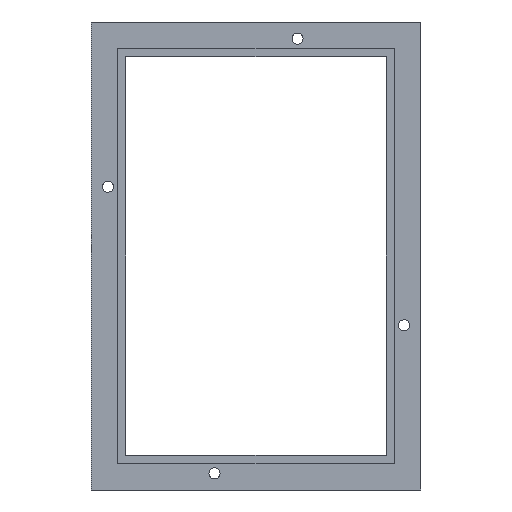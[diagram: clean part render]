
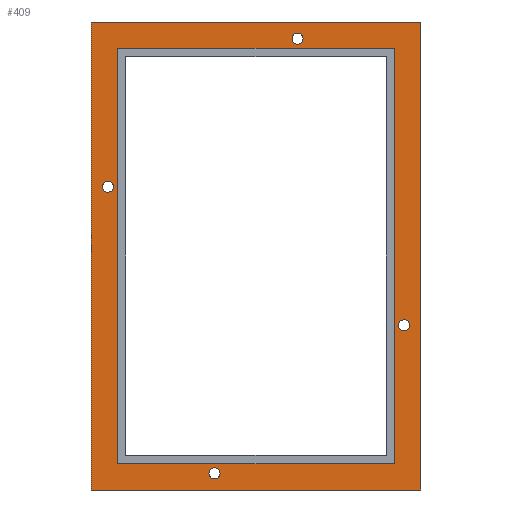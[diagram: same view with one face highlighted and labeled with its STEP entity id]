
A CAD part, left-side view. The second image highlights one B-rep face of the part: STEP entity #409.
In plain terms, the highlighted planar face has unit normal (-1, 0, 0).
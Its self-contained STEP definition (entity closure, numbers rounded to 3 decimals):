
#19 = EDGE_CURVE ( 'NONE', #213, #478, #143, .T. ) ;
#20 = DIRECTION ( 'NONE',  ( 0., 0., -1. ) ) ;
#21 = ORIENTED_EDGE ( 'NONE', *, *, #96, .F. ) ;
#23 = EDGE_LOOP ( 'NONE', ( #711, #287, #357, #21 ) ) ;
#44 = CIRCLE ( 'NONE', #1045, 2. ) ;
#46 = CARTESIAN_POINT ( 'NONE',  ( 7., -59.5, -84.5 ) ) ;
#56 = DIRECTION ( 'NONE',  ( 1., 0., 0. ) ) ;
#73 = LINE ( 'NONE', #671, #568 ) ;
#81 = CIRCLE ( 'NONE', #369, 2. ) ;
#86 = CARTESIAN_POINT ( 'NONE',  ( 7., 59.5, 84.5 ) ) ;
#96 = EDGE_CURVE ( 'NONE', #1020, #213, #824, .T. ) ;
#113 = EDGE_LOOP ( 'NONE', ( #1065, #360 ) ) ;
#115 = VERTEX_POINT ( 'NONE', #308 ) ;
#119 = LINE ( 'NONE', #46, #956 ) ;
#131 = EDGE_CURVE ( 'NONE', #651, #633, #204, .T. ) ;
#143 = LINE ( 'NONE', #465, #881 ) ;
#146 = DIRECTION ( 'NONE',  ( 0., 0., -1. ) ) ;
#148 = ORIENTED_EDGE ( 'NONE', *, *, #694, .T. ) ;
#162 = CARTESIAN_POINT ( 'NONE',  ( 7., 59.5, -84.5 ) ) ;
#171 = CIRCLE ( 'NONE', #191, 2. ) ;
#183 = VERTEX_POINT ( 'NONE', #342 ) ;
#191 = AXIS2_PLACEMENT_3D ( 'NONE', #602, #56, #1101 ) ;
#204 = CIRCLE ( 'NONE', #332, 2. ) ;
#207 = VECTOR ( 'NONE', #294, 1000. ) ;
#213 = VERTEX_POINT ( 'NONE', #86 ) ;
#219 = CARTESIAN_POINT ( 'NONE',  ( 7., -59.5, 84.5 ) ) ;
#227 = CARTESIAN_POINT ( 'NONE',  ( 7., 0., 0. ) ) ;
#239 = DIRECTION ( 'NONE',  ( 1., 0., 0. ) ) ;
#250 = DIRECTION ( 'NONE',  ( 0., 0., -1. ) ) ;
#254 = LINE ( 'NONE', #682, #496 ) ;
#255 = DIRECTION ( 'NONE',  ( 1., 0., 0. ) ) ;
#261 = FACE_BOUND ( 'NONE', #925, .T. ) ;
#286 = VERTEX_POINT ( 'NONE', #709 ) ;
#287 = ORIENTED_EDGE ( 'NONE', *, *, #402, .F. ) ;
#294 = DIRECTION ( 'NONE',  ( 0., -1., 0. ) ) ;
#296 = VECTOR ( 'NONE', #829, 1000. ) ;
#297 = VECTOR ( 'NONE', #497, 1000. ) ;
#300 = EDGE_CURVE ( 'NONE', #633, #651, #1059, .T. ) ;
#301 = CARTESIAN_POINT ( 'NONE',  ( 7., 15., -76.5 ) ) ;
#308 = CARTESIAN_POINT ( 'NONE',  ( 7., 50., 75. ) ) ;
#311 = CARTESIAN_POINT ( 'NONE',  ( 7., -50., -75. ) ) ;
#316 = AXIS2_PLACEMENT_3D ( 'NONE', #227, #463, #718 ) ;
#322 = DIRECTION ( 'NONE',  ( 0., 0., 1. ) ) ;
#329 = DIRECTION ( 'NONE',  ( 1., 0., 0. ) ) ;
#332 = AXIS2_PLACEMENT_3D ( 'NONE', #1013, #850, #929 ) ;
#336 = CIRCLE ( 'NONE', #642, 2. ) ;
#341 = DIRECTION ( 'NONE',  ( 0., 0., -1. ) ) ;
#342 = CARTESIAN_POINT ( 'NONE',  ( 7., -53.5, -23. ) ) ;
#345 = DIRECTION ( 'NONE',  ( 1., 0., 0. ) ) ;
#351 = DIRECTION ( 'NONE',  ( 0., 0., -1. ) ) ;
#357 = ORIENTED_EDGE ( 'NONE', *, *, #19, .F. ) ;
#360 = ORIENTED_EDGE ( 'NONE', *, *, #1031, .T. ) ;
#365 = ORIENTED_EDGE ( 'NONE', *, *, #131, .T. ) ;
#368 = FACE_BOUND ( 'NONE', #484, .T. ) ;
#369 = AXIS2_PLACEMENT_3D ( 'NONE', #1040, #1046, #515 ) ;
#373 = PLANE ( 'NONE',  #316 ) ;
#376 = ORIENTED_EDGE ( 'NONE', *, *, #839, .T. ) ;
#379 = LINE ( 'NONE', #724, #207 ) ;
#402 = EDGE_CURVE ( 'NONE', #478, #896, #453, .T. ) ;
#403 = CARTESIAN_POINT ( 'NONE',  ( 7., 53.5, 25. ) ) ;
#409 = ADVANCED_FACE ( 'NONE', ( #368, #714, #1064, #801, #1041, #261 ), #373, .F. ) ;
#410 = CARTESIAN_POINT ( 'NONE',  ( 7., 53.5, 27. ) ) ;
#412 = ORIENTED_EDGE ( 'NONE', *, *, #961, .T. ) ;
#423 = VERTEX_POINT ( 'NONE', #301 ) ;
#427 = AXIS2_PLACEMENT_3D ( 'NONE', #1037, #255, #146 ) ;
#441 = AXIS2_PLACEMENT_3D ( 'NONE', #537, #345, #351 ) ;
#453 = LINE ( 'NONE', #795, #988 ) ;
#455 = ORIENTED_EDGE ( 'NONE', *, *, #688, .T. ) ;
#463 = DIRECTION ( 'NONE',  ( 1., 0., 0. ) ) ;
#465 = CARTESIAN_POINT ( 'NONE',  ( 7., 59.5, 84.5 ) ) ;
#478 = VERTEX_POINT ( 'NONE', #219 ) ;
#484 = EDGE_LOOP ( 'NONE', ( #1108, #637 ) ) ;
#486 = CARTESIAN_POINT ( 'NONE',  ( 7., 15., -80.5 ) ) ;
#496 = VECTOR ( 'NONE', #322, 1000. ) ;
#497 = DIRECTION ( 'NONE',  ( 0., 1., 0. ) ) ;
#515 = DIRECTION ( 'NONE',  ( 0., 0., -1. ) ) ;
#516 = CIRCLE ( 'NONE', #844, 2. ) ;
#537 = CARTESIAN_POINT ( 'NONE',  ( 7., -15., 78.5 ) ) ;
#564 = DIRECTION ( 'NONE',  ( 0., -1., 0. ) ) ;
#568 = VECTOR ( 'NONE', #942, 1000. ) ;
#572 = VERTEX_POINT ( 'NONE', #311 ) ;
#593 = LINE ( 'NONE', #945, #297 ) ;
#602 = CARTESIAN_POINT ( 'NONE',  ( 7., 53.5, 25. ) ) ;
#633 = VERTEX_POINT ( 'NONE', #941 ) ;
#637 = ORIENTED_EDGE ( 'NONE', *, *, #1022, .T. ) ;
#642 = AXIS2_PLACEMENT_3D ( 'NONE', #1113, #329, #675 ) ;
#651 = VERTEX_POINT ( 'NONE', #670 ) ;
#655 = CARTESIAN_POINT ( 'NONE',  ( 7., 53.5, 23. ) ) ;
#670 = CARTESIAN_POINT ( 'NONE',  ( 7., -15., 76.5 ) ) ;
#671 = CARTESIAN_POINT ( 'NONE',  ( 7., -50., 75. ) ) ;
#675 = DIRECTION ( 'NONE',  ( 0., 0., -1. ) ) ;
#682 = CARTESIAN_POINT ( 'NONE',  ( 7., 50., -75. ) ) ;
#683 = CARTESIAN_POINT ( 'NONE',  ( 7., 15., -78.5 ) ) ;
#688 = EDGE_CURVE ( 'NONE', #286, #115, #254, .T. ) ;
#691 = EDGE_LOOP ( 'NONE', ( #365, #892 ) ) ;
#694 = EDGE_CURVE ( 'NONE', #572, #286, #593, .T. ) ;
#709 = CARTESIAN_POINT ( 'NONE',  ( 7., 50., -75. ) ) ;
#711 = ORIENTED_EDGE ( 'NONE', *, *, #816, .F. ) ;
#714 = FACE_BOUND ( 'NONE', #691, .T. ) ;
#715 = CIRCLE ( 'NONE', #427, 2. ) ;
#718 = DIRECTION ( 'NONE',  ( 0., 0., -1. ) ) ;
#721 = ORIENTED_EDGE ( 'NONE', *, *, #1000, .T. ) ;
#724 = CARTESIAN_POINT ( 'NONE',  ( 7., 50., 75. ) ) ;
#756 = EDGE_LOOP ( 'NONE', ( #882, #721 ) ) ;
#782 = EDGE_CURVE ( 'NONE', #783, #183, #81, .T. ) ;
#783 = VERTEX_POINT ( 'NONE', #957 ) ;
#795 = CARTESIAN_POINT ( 'NONE',  ( 7., -59.5, 84.5 ) ) ;
#801 = FACE_BOUND ( 'NONE', #756, .T. ) ;
#809 = DIRECTION ( 'NONE',  ( 0., 1., 0. ) ) ;
#816 = EDGE_CURVE ( 'NONE', #896, #1020, #119, .T. ) ;
#824 = LINE ( 'NONE', #913, #296 ) ;
#829 = DIRECTION ( 'NONE',  ( 0., 0., 1. ) ) ;
#839 = EDGE_CURVE ( 'NONE', #115, #939, #379, .T. ) ;
#841 = CARTESIAN_POINT ( 'NONE',  ( 7., -50., 75. ) ) ;
#844 = AXIS2_PLACEMENT_3D ( 'NONE', #683, #1032, #250 ) ;
#850 = DIRECTION ( 'NONE',  ( 1., 0., 0. ) ) ;
#881 = VECTOR ( 'NONE', #564, 1000. ) ;
#882 = ORIENTED_EDGE ( 'NONE', *, *, #1063, .T. ) ;
#887 = VERTEX_POINT ( 'NONE', #655 ) ;
#892 = ORIENTED_EDGE ( 'NONE', *, *, #300, .T. ) ;
#896 = VERTEX_POINT ( 'NONE', #996 ) ;
#910 = VERTEX_POINT ( 'NONE', #410 ) ;
#913 = CARTESIAN_POINT ( 'NONE',  ( 7., 59.5, -84.5 ) ) ;
#921 = VERTEX_POINT ( 'NONE', #486 ) ;
#925 = EDGE_LOOP ( 'NONE', ( #455, #376, #412, #148 ) ) ;
#929 = DIRECTION ( 'NONE',  ( 0., 0., -1. ) ) ;
#939 = VERTEX_POINT ( 'NONE', #841 ) ;
#941 = CARTESIAN_POINT ( 'NONE',  ( 7., -15., 80.5 ) ) ;
#942 = DIRECTION ( 'NONE',  ( 0., 0., -1. ) ) ;
#945 = CARTESIAN_POINT ( 'NONE',  ( 7., -50., -75. ) ) ;
#956 = VECTOR ( 'NONE', #809, 1000. ) ;
#957 = CARTESIAN_POINT ( 'NONE',  ( 7., -53.5, -27. ) ) ;
#961 = EDGE_CURVE ( 'NONE', #939, #572, #73, .T. ) ;
#988 = VECTOR ( 'NONE', #20, 1000. ) ;
#996 = CARTESIAN_POINT ( 'NONE',  ( 7., -59.5, -84.5 ) ) ;
#1000 = EDGE_CURVE ( 'NONE', #423, #921, #516, .T. ) ;
#1013 = CARTESIAN_POINT ( 'NONE',  ( 7., -15., 78.5 ) ) ;
#1020 = VERTEX_POINT ( 'NONE', #162 ) ;
#1022 = EDGE_CURVE ( 'NONE', #910, #887, #44, .T. ) ;
#1031 = EDGE_CURVE ( 'NONE', #183, #783, #715, .T. ) ;
#1032 = DIRECTION ( 'NONE',  ( 1., 0., 0. ) ) ;
#1036 = EDGE_CURVE ( 'NONE', #887, #910, #171, .T. ) ;
#1037 = CARTESIAN_POINT ( 'NONE',  ( 7., -53.5, -25. ) ) ;
#1040 = CARTESIAN_POINT ( 'NONE',  ( 7., -53.5, -25. ) ) ;
#1041 = FACE_OUTER_BOUND ( 'NONE', #23, .T. ) ;
#1045 = AXIS2_PLACEMENT_3D ( 'NONE', #403, #239, #341 ) ;
#1046 = DIRECTION ( 'NONE',  ( 1., 0., 0. ) ) ;
#1059 = CIRCLE ( 'NONE', #441, 2. ) ;
#1063 = EDGE_CURVE ( 'NONE', #921, #423, #336, .T. ) ;
#1064 = FACE_BOUND ( 'NONE', #113, .T. ) ;
#1065 = ORIENTED_EDGE ( 'NONE', *, *, #782, .T. ) ;
#1101 = DIRECTION ( 'NONE',  ( 0., 0., -1. ) ) ;
#1108 = ORIENTED_EDGE ( 'NONE', *, *, #1036, .T. ) ;
#1113 = CARTESIAN_POINT ( 'NONE',  ( 7., 15., -78.5 ) ) ;
